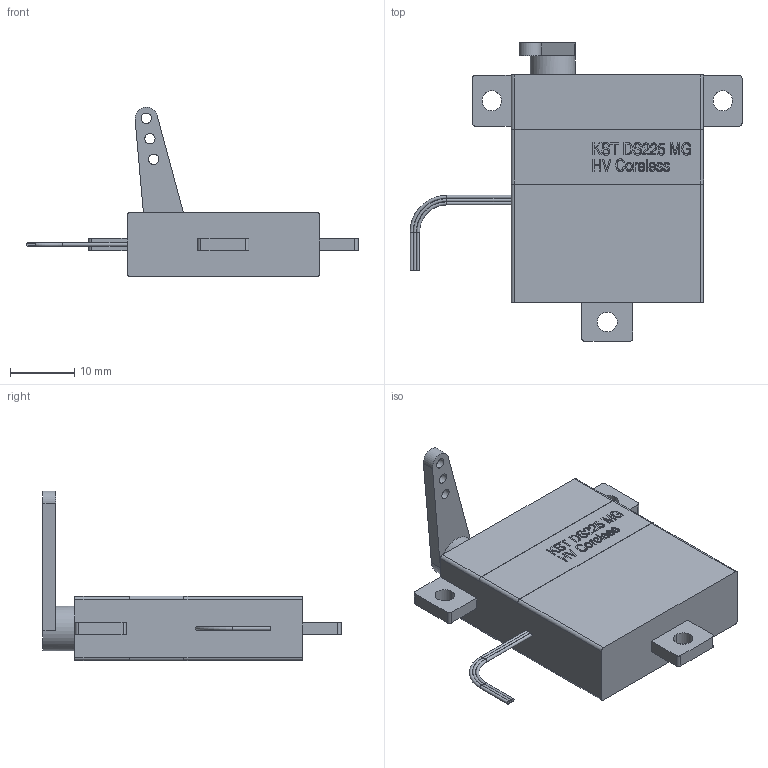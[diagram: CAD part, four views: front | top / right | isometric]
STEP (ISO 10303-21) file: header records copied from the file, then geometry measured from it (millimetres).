
FILE_DESCRIPTION( ( 'Unknown' ), '1' );
FILE_NAME( 'KST DS225MG HV Coreless.stp', 'Unknown', ( 'Unknown' ), ( 'Unknown' ), 'XStep 1.0', 'Unknown', ' ' );
FILE_SCHEMA( ( 'automotive_design' ) );
Length unit declared in the file: millimetre
Products named in the file (1): 1
Bounding box: 51.75 x 46.5 x 26.48 mm (x, y, z)
Volume: 11281.5 mm3; surface area: 4273.7 mm2
Topology: 1 solids, 1 shells, 397 faces, 1029 edges, 686 vertices
Faces by surface type: plane 289, extrusion 66, cylinder 38, torus 4
Full cylindrical faces by diameter (mm): 1.6 x3, 5.957 x1, 7 x1
Entity records: 21108 total; most frequent: CARTESIAN_POINT 9156, ORIENTED_EDGE 2038, DIRECTION 1306, EDGE_CURVE 1019, VERTEX_POINT 685, B_SPLINE_CURVE_WITH_KNOTS 594, VECTOR 472, EDGE_LOOP 470
